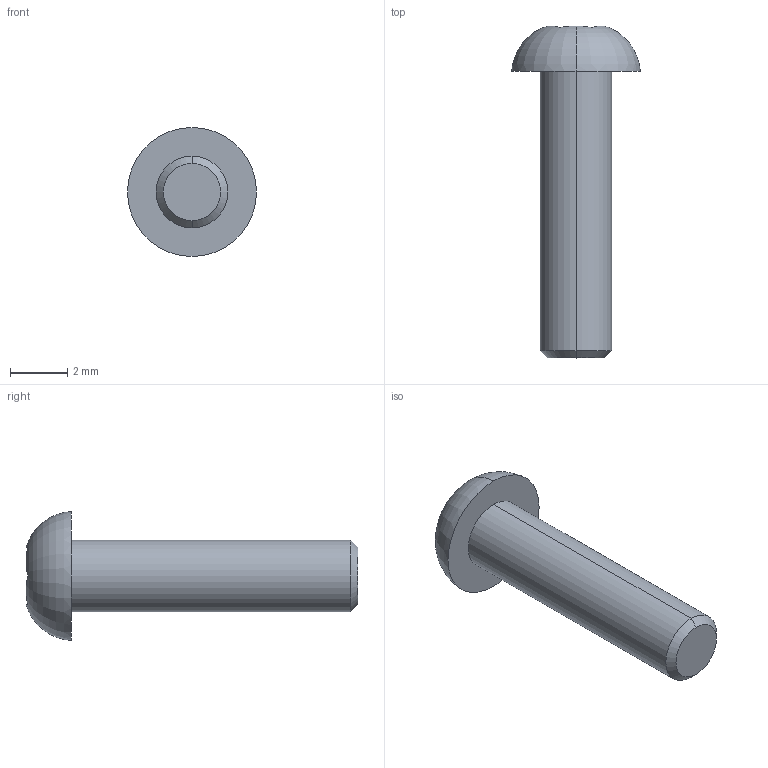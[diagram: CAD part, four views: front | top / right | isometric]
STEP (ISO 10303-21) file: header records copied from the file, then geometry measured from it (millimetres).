
FILE_DESCRIPTION (( 'STEP AP214' ), '1' );
FILE_NAME ('1351-A.STEP', '2015-10-07T13:39:12', ( '' ), ( '' ), 'SwSTEP 2.0', 'SolidWorks 2015', '' );
FILE_SCHEMA (( 'AUTOMOTIVE_DESIGN' ));
Length unit declared in the file: millimetre
Products named in the file (1): 1351-A
Bounding box: 4.5 x 11.58 x 4.5 mm (x, y, z)
Volume: 64 mm3; surface area: 127.1 mm2
Topology: 1 solids, 1 shells, 15 faces, 34 edges, 22 vertices
Faces by surface type: plane 9, cone 2, torus 2, cylinder 2
Entity records: 494 total; most frequent: CARTESIAN_POINT 104, ORIENTED_EDGE 68, DIRECTION 68, EDGE_CURVE 34, AXIS2_PLACEMENT_3D 26, VERTEX_POINT 22, EDGE_LOOP 16, VECTOR 16
